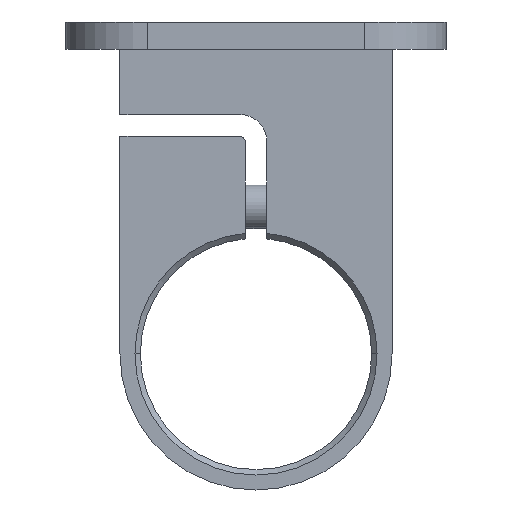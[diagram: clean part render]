
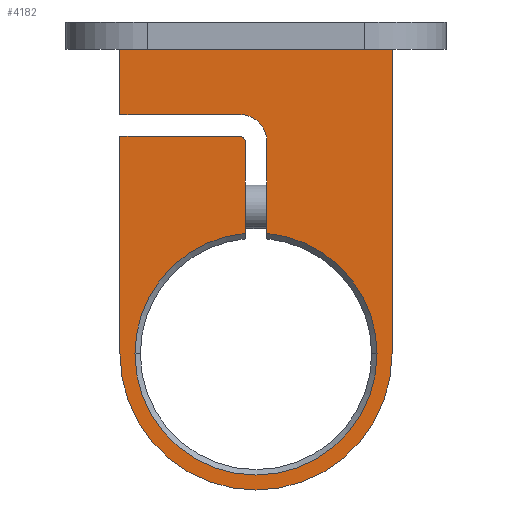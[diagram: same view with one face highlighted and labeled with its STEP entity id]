
A CAD part, front view. The second image highlights one B-rep face of the part: STEP entity #4182.
In plain terms, the highlighted face is planar.
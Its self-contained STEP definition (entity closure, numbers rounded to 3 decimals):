
#9 = EDGE_CURVE ( 'NONE', #826, #538, #342, .T. ) ;
#14 = DIRECTION ( 'NONE',  ( 1., 0., 0. ) ) ;
#16 = AXIS2_PLACEMENT_3D ( 'NONE', #2044, #4269, #682 ) ;
#100 = PLANE ( 'NONE',  #2777 ) ;
#101 = CARTESIAN_POINT ( 'NONE',  ( -25., 0., 8. ) ) ;
#171 = EDGE_CURVE ( 'NONE', #3838, #2296, #2174, .T. ) ;
#204 = EDGE_CURVE ( 'NONE', #4414, #2615, #1456, .T. ) ;
#308 = VECTOR ( 'NONE', #1780, 1000. ) ;
#342 = CIRCLE ( 'NONE', #4221, 22.25 ) ;
#417 = LINE ( 'NONE', #561, #711 ) ;
#448 = EDGE_CURVE ( 'NONE', #3838, #4156, #1247, .T. ) ;
#528 = LINE ( 'NONE', #3638, #4242 ) ;
#538 = VERTEX_POINT ( 'NONE', #3105 ) ;
#561 = CARTESIAN_POINT ( 'NONE',  ( 25., 0., 8. ) ) ;
#682 = DIRECTION ( 'NONE',  ( 1., 0., 0. ) ) ;
#692 = ORIENTED_EDGE ( 'NONE', *, *, #702, .T. ) ;
#702 = EDGE_CURVE ( 'NONE', #3710, #826, #1122, .T. ) ;
#711 = VECTOR ( 'NONE', #4125, 1000. ) ;
#751 = LINE ( 'NONE', #1317, #2582 ) ;
#766 = CARTESIAN_POINT ( 'NONE',  ( -2., 0., 8. ) ) ;
#780 = CARTESIAN_POINT ( 'NONE',  ( 0., 0., 8. ) ) ;
#788 = CARTESIAN_POINT ( 'NONE',  ( -3., 39., 8. ) ) ;
#809 = ORIENTED_EDGE ( 'NONE', *, *, #3750, .T. ) ;
#826 = VERTEX_POINT ( 'NONE', #1551 ) ;
#829 = DIRECTION ( 'NONE',  ( 1., 0., 0. ) ) ;
#845 = ORIENTED_EDGE ( 'NONE', *, *, #171, .T. ) ;
#854 = CARTESIAN_POINT ( 'NONE',  ( -3., 40., 8. ) ) ;
#917 = VERTEX_POINT ( 'NONE', #1983 ) ;
#970 = CARTESIAN_POINT ( 'NONE',  ( 25., 0., 8. ) ) ;
#977 = VERTEX_POINT ( 'NONE', #1275 ) ;
#1063 = EDGE_CURVE ( 'NONE', #538, #4156, #2862, .T. ) ;
#1119 = CARTESIAN_POINT ( 'NONE',  ( 0., 56., 8. ) ) ;
#1122 = CIRCLE ( 'NONE', #1947, 22.25 ) ;
#1163 = AXIS2_PLACEMENT_3D ( 'NONE', #3034, #1945, #2728 ) ;
#1209 = VECTOR ( 'NONE', #2182, 1000. ) ;
#1247 = LINE ( 'NONE', #766, #2628 ) ;
#1275 = CARTESIAN_POINT ( 'NONE',  ( 25., 56., 8. ) ) ;
#1317 = CARTESIAN_POINT ( 'NONE',  ( -25., 0., 8. ) ) ;
#1418 = ORIENTED_EDGE ( 'NONE', *, *, #3002, .F. ) ;
#1456 = LINE ( 'NONE', #101, #4544 ) ;
#1532 = LINE ( 'NONE', #3560, #308 ) ;
#1546 = CARTESIAN_POINT ( 'NONE',  ( 0., 44., 8. ) ) ;
#1551 = CARTESIAN_POINT ( 'NONE',  ( 22.25, 0., 8. ) ) ;
#1568 = AXIS2_PLACEMENT_3D ( 'NONE', #788, #4383, #14 ) ;
#1592 = EDGE_CURVE ( 'NONE', #2776, #3663, #4513, .T. ) ;
#1622 = ORIENTED_EDGE ( 'NONE', *, *, #2936, .T. ) ;
#1754 = AXIS2_PLACEMENT_3D ( 'NONE', #2663, #3335, #829 ) ;
#1780 = DIRECTION ( 'NONE',  ( 0., -1., 0. ) ) ;
#1865 = EDGE_LOOP ( 'NONE', ( #3199, #845, #3450, #809, #3693, #1418, #3234, #2567, #4250, #1622, #3123, #692, #2031, #4183 ) ) ;
#1906 = DIRECTION ( 'NONE',  ( 1., 0., 0. ) ) ;
#1945 = DIRECTION ( 'NONE',  ( 0., 0., -1. ) ) ;
#1947 = AXIS2_PLACEMENT_3D ( 'NONE', #780, #2171, #2590 ) ;
#1983 = CARTESIAN_POINT ( 'NONE',  ( -3., 44., 8. ) ) ;
#2005 = CARTESIAN_POINT ( 'NONE',  ( 2., 22.16, 8. ) ) ;
#2024 = FACE_OUTER_BOUND ( 'NONE', #1865, .T. ) ;
#2031 = ORIENTED_EDGE ( 'NONE', *, *, #9, .T. ) ;
#2044 = CARTESIAN_POINT ( 'NONE',  ( 0., 0., 8. ) ) ;
#2171 = DIRECTION ( 'NONE',  ( 0., 0., -1. ) ) ;
#2174 = CIRCLE ( 'NONE', #1568, 1. ) ;
#2182 = DIRECTION ( 'NONE',  ( 1., 0., 0. ) ) ;
#2237 = DIRECTION ( 'NONE',  ( 0., 0., 1. ) ) ;
#2296 = VERTEX_POINT ( 'NONE', #854 ) ;
#2520 = CARTESIAN_POINT ( 'NONE',  ( 0., 0., 8. ) ) ;
#2564 = CARTESIAN_POINT ( 'NONE',  ( -2., 22.16, 8. ) ) ;
#2567 = ORIENTED_EDGE ( 'NONE', *, *, #204, .T. ) ;
#2582 = VECTOR ( 'NONE', #3821, 1000. ) ;
#2590 = DIRECTION ( 'NONE',  ( 1., 0., 0. ) ) ;
#2615 = VERTEX_POINT ( 'NONE', #4311 ) ;
#2628 = VECTOR ( 'NONE', #3166, 1000. ) ;
#2633 = CARTESIAN_POINT ( 'NONE',  ( 2., 39., 8. ) ) ;
#2663 = CARTESIAN_POINT ( 'NONE',  ( 0., 0., 8. ) ) ;
#2701 = LINE ( 'NONE', #1119, #1209 ) ;
#2728 = DIRECTION ( 'NONE',  ( 1., 0., 0. ) ) ;
#2757 = EDGE_CURVE ( 'NONE', #4428, #2296, #528, .T. ) ;
#2776 = VERTEX_POINT ( 'NONE', #3299 ) ;
#2777 = AXIS2_PLACEMENT_3D ( 'NONE', #4368, #2237, #1906 ) ;
#2862 = CIRCLE ( 'NONE', #16, 22.25 ) ;
#2871 = LINE ( 'NONE', #1546, #4508 ) ;
#2876 = CIRCLE ( 'NONE', #1163, 5. ) ;
#2936 = EDGE_CURVE ( 'NONE', #917, #3581, #2876, .T. ) ;
#2943 = DIRECTION ( 'NONE',  ( 1., 0., 0. ) ) ;
#2947 = DIRECTION ( 'NONE',  ( 0., -1., 0. ) ) ;
#2954 = DIRECTION ( 'NONE',  ( 1., 0., 0. ) ) ;
#3002 = EDGE_CURVE ( 'NONE', #977, #3663, #417, .T. ) ;
#3034 = CARTESIAN_POINT ( 'NONE',  ( -3., 39., 8. ) ) ;
#3040 = CARTESIAN_POINT ( 'NONE',  ( -25., 56., 8. ) ) ;
#3105 = CARTESIAN_POINT ( 'NONE',  ( -22.25, 0., 8. ) ) ;
#3123 = ORIENTED_EDGE ( 'NONE', *, *, #3366, .T. ) ;
#3166 = DIRECTION ( 'NONE',  ( 0., -1., 0. ) ) ;
#3199 = ORIENTED_EDGE ( 'NONE', *, *, #448, .F. ) ;
#3234 = ORIENTED_EDGE ( 'NONE', *, *, #3448, .F. ) ;
#3299 = CARTESIAN_POINT ( 'NONE',  ( -25., 0., 8. ) ) ;
#3335 = DIRECTION ( 'NONE',  ( 0., 0., 1. ) ) ;
#3366 = EDGE_CURVE ( 'NONE', #3581, #3710, #1532, .T. ) ;
#3448 = EDGE_CURVE ( 'NONE', #4414, #977, #2701, .T. ) ;
#3450 = ORIENTED_EDGE ( 'NONE', *, *, #2757, .F. ) ;
#3508 = EDGE_CURVE ( 'NONE', #2615, #917, #2871, .T. ) ;
#3560 = CARTESIAN_POINT ( 'NONE',  ( 2., 0., 8. ) ) ;
#3581 = VERTEX_POINT ( 'NONE', #2633 ) ;
#3596 = DIRECTION ( 'NONE',  ( 0., 0., -1. ) ) ;
#3638 = CARTESIAN_POINT ( 'NONE',  ( 0., 40., 8. ) ) ;
#3663 = VERTEX_POINT ( 'NONE', #970 ) ;
#3693 = ORIENTED_EDGE ( 'NONE', *, *, #1592, .T. ) ;
#3710 = VERTEX_POINT ( 'NONE', #2005 ) ;
#3750 = EDGE_CURVE ( 'NONE', #4428, #2776, #751, .T. ) ;
#3821 = DIRECTION ( 'NONE',  ( 0., -1., 0. ) ) ;
#3838 = VERTEX_POINT ( 'NONE', #3853 ) ;
#3853 = CARTESIAN_POINT ( 'NONE',  ( -2., 39., 8. ) ) ;
#4055 = DIRECTION ( 'NONE',  ( 1., 0., 0. ) ) ;
#4125 = DIRECTION ( 'NONE',  ( 0., -1., 0. ) ) ;
#4156 = VERTEX_POINT ( 'NONE', #2564 ) ;
#4162 = CARTESIAN_POINT ( 'NONE',  ( -25., 40., 8. ) ) ;
#4182 = ADVANCED_FACE ( 'NONE', ( #2024 ), #100, .T. ) ;
#4183 = ORIENTED_EDGE ( 'NONE', *, *, #1063, .T. ) ;
#4221 = AXIS2_PLACEMENT_3D ( 'NONE', #2520, #3596, #2943 ) ;
#4242 = VECTOR ( 'NONE', #2954, 1000. ) ;
#4250 = ORIENTED_EDGE ( 'NONE', *, *, #3508, .T. ) ;
#4269 = DIRECTION ( 'NONE',  ( 0., 0., -1. ) ) ;
#4311 = CARTESIAN_POINT ( 'NONE',  ( -25., 44., 8. ) ) ;
#4368 = CARTESIAN_POINT ( 'NONE',  ( 0., 0., 8. ) ) ;
#4383 = DIRECTION ( 'NONE',  ( 0., 0., 1. ) ) ;
#4414 = VERTEX_POINT ( 'NONE', #3040 ) ;
#4428 = VERTEX_POINT ( 'NONE', #4162 ) ;
#4508 = VECTOR ( 'NONE', #4055, 1000. ) ;
#4513 = CIRCLE ( 'NONE', #1754, 25. ) ;
#4544 = VECTOR ( 'NONE', #2947, 1000. ) ;
